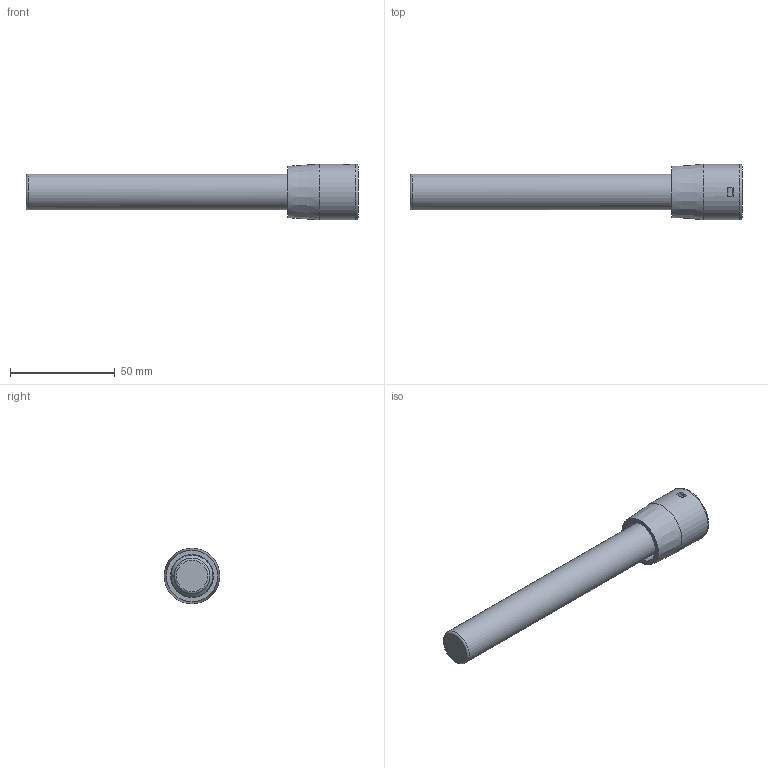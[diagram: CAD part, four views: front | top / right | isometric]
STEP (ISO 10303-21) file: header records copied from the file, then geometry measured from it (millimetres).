
FILE_DESCRIPTION(('FreeCAD Model'),'2;1');
FILE_NAME('Open CASCADE Shape Model','2023-12-30T18:36:11',('Author'),( ''),'Open CASCADE STEP processor 7.5','FreeCAD','Unknown');
FILE_SCHEMA(('AUTOMOTIVE_DESIGN { 1 0 10303 214 1 1 1 1 }'));
Length unit declared in the file: millimetre
Products named in the file (4): v2_2023_09_30; stylus; body; cap
Assembly tree (3 placements, depth 2):
  v2_2023_09_30
    stylus
    body
    cap
Bounding box: 158.61 x 26.54 x 26.54 mm (x, y, z)
Volume: 42711.5 mm3; surface area: 22373.7 mm2
Topology: 3 solids, 3 shells, 47 faces, 115 edges, 78 vertices
Faces by surface type: plane 17, cylinder 13, bspline 11, cone 3, torus 2, sphere 1
Full cylindrical faces by diameter (mm): 1.7 x1, 4.94 x1, 7 x1, 8 x1, 10 x1, 10.94 x1, 11.04 x1, 17.04 x1, 20.54 x1, 26.54 x1
Entity records: 4735 total; most frequent: CARTESIAN_POINT 2721, DIRECTION 237, ORIENTED_EDGE 228, PCURVE 228, DEFINITIONAL_REPRESENTATION 228, B_SPLINE_CURVE_WITH_KNOTS 207, EDGE_CURVE 114, SURFACE_CURVE 95
